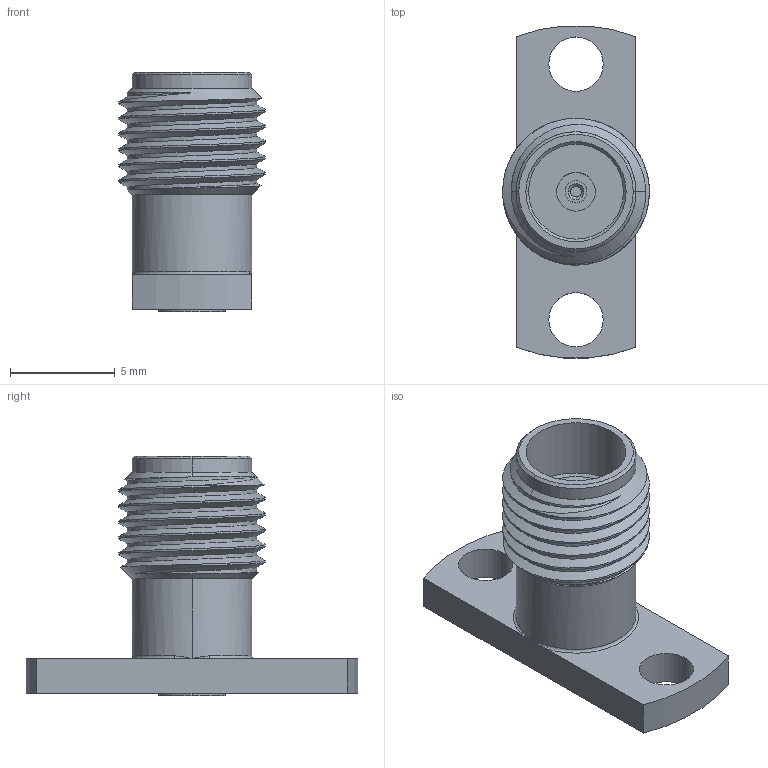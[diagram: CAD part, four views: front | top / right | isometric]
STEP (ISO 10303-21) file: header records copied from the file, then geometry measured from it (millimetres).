
FILE_DESCRIPTION (( 'STEP AP203' ), '1' );
FILE_NAME ('PE44337.step', '2018-07-27T15:02:28', ( '' ), ( '' ), 'SwSTEP 2.0', 'SolidWorks 2017', '' );
FILE_SCHEMA (( 'CONFIG_CONTROL_DESIGN' ));
Length unit declared in the file: inch
Products named in the file (1): PE44337
Bounding box: 7 x 15.83 x 11.43 mm (x, y, z)
Volume: 353.7 mm3; surface area: 575.1 mm2
Topology: 1 solids, 1 shells, 68 faces, 163 edges, 101 vertices
Faces by surface type: cylinder 34, plane 14, cone 11, bspline 7, torus 2
Entity records: 4696 total; most frequent: CARTESIAN_POINT 3113, ORIENTED_EDGE 318, DIRECTION 306, EDGE_CURVE 159, AXIS2_PLACEMENT_3D 125, VERTEX_POINT 101, EDGE_LOOP 80, ADVANCED_FACE 68
